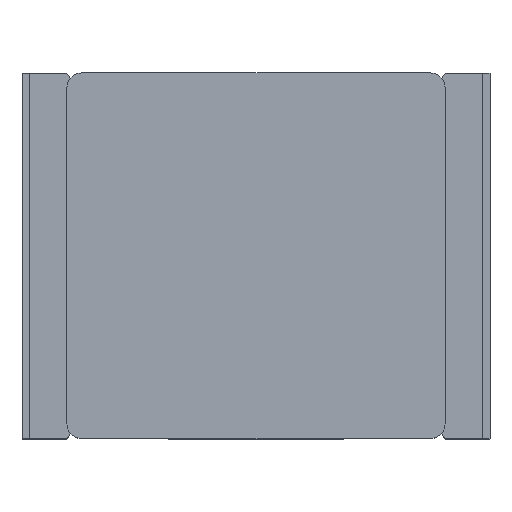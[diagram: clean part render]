
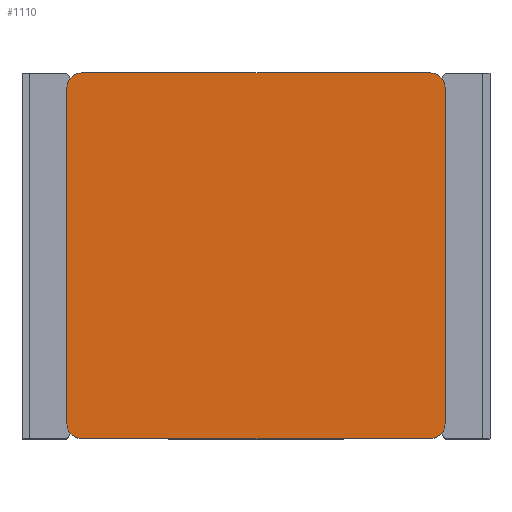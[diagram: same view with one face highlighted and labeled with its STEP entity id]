
A CAD part, top view. The second image highlights one B-rep face of the part: STEP entity #1110.
In plain terms, the highlighted planar face has unit normal (0, 0, 1).
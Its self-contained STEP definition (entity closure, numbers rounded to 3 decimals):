
#839=CARTESIAN_POINT('',(-1.293,1.15,2.3));
#840=VERTEX_POINT('',#839);
#847=CARTESIAN_POINT('',(-1.193,1.25,2.3));
#848=VERTEX_POINT('',#847);
#849=CARTESIAN_POINT('',(-1.193,1.15,2.3));
#850=DIRECTION('',(0.0,0.0,-1.0));
#851=DIRECTION('',(-0.707,0.707,0.0));
#852=AXIS2_PLACEMENT_3D('',#849,#850,#851);
#853=CIRCLE('',#852,0.1);
#854=EDGE_CURVE('',#840,#848,#853,.T.);
#879=CARTESIAN_POINT('',(-1.293,-1.15,2.3));
#880=VERTEX_POINT('',#879);
#887=CARTESIAN_POINT('',(-1.293,-1.15,2.3));
#888=DIRECTION('',(0.0,1.0,0.0));
#889=VECTOR('',#888,2.3);
#890=LINE('',#887,#889);
#891=EDGE_CURVE('',#880,#840,#890,.T.);
#961=CARTESIAN_POINT('',(1.193,1.25,2.3));
#962=VERTEX_POINT('',#961);
#969=CARTESIAN_POINT('',(1.293,1.15,2.3));
#970=VERTEX_POINT('',#969);
#971=CARTESIAN_POINT('',(1.193,1.15,2.3));
#972=DIRECTION('',(0.0,0.0,-1.0));
#973=DIRECTION('',(0.707,0.707,0.0));
#974=AXIS2_PLACEMENT_3D('',#971,#972,#973);
#975=CIRCLE('',#974,0.1);
#976=EDGE_CURVE('',#962,#970,#975,.T.);
#993=CARTESIAN_POINT('',(1.293,-1.15,2.3));
#994=VERTEX_POINT('',#993);
#995=CARTESIAN_POINT('',(1.293,1.15,2.3));
#996=DIRECTION('',(0.0,-1.0,0.0));
#997=VECTOR('',#996,2.3);
#998=LINE('',#995,#997);
#999=EDGE_CURVE('',#970,#994,#998,.T.);
#1018=CARTESIAN_POINT('',(1.193,-1.25,2.3));
#1019=VERTEX_POINT('',#1018);
#1020=CARTESIAN_POINT('',(1.193,-1.15,2.3));
#1021=DIRECTION('',(0.0,0.0,-1.0));
#1022=DIRECTION('',(0.707,-0.707,0.0));
#1023=AXIS2_PLACEMENT_3D('',#1020,#1021,#1022);
#1024=CIRCLE('',#1023,0.1);
#1025=EDGE_CURVE('',#994,#1019,#1024,.T.);
#1042=CARTESIAN_POINT('',(-1.193,-1.25,2.3));
#1043=VERTEX_POINT('',#1042);
#1050=CARTESIAN_POINT('',(-1.193,-1.15,2.3));
#1051=DIRECTION('',(0.0,0.0,-1.0));
#1052=DIRECTION('',(-0.707,-0.707,0.0));
#1053=AXIS2_PLACEMENT_3D('',#1050,#1051,#1052);
#1054=CIRCLE('',#1053,0.1);
#1055=EDGE_CURVE('',#1043,#880,#1054,.T.);
#1067=CARTESIAN_POINT('',(1.193,-1.25,2.3));
#1068=DIRECTION('',(-1.0,0.0,0.0));
#1069=VECTOR('',#1068,2.386);
#1070=LINE('',#1067,#1069);
#1071=EDGE_CURVE('',#1019,#1043,#1070,.T.);
#1084=CARTESIAN_POINT('',(-1.193,1.25,2.3));
#1085=DIRECTION('',(1.0,0.0,0.0));
#1086=VECTOR('',#1085,2.386);
#1087=LINE('',#1084,#1086);
#1088=EDGE_CURVE('',#848,#962,#1087,.T.);
#1095=CARTESIAN_POINT('',(0.,0.,2.3));
#1096=DIRECTION('',(0.0,0.0,1.0));
#1097=DIRECTION('',(0.0,1.0,0.0));
#1098=AXIS2_PLACEMENT_3D('',#1095,#1096,#1097);
#1099=PLANE('',#1098);
#1100=ORIENTED_EDGE('',*,*,#854,.F.);
#1101=ORIENTED_EDGE('',*,*,#891,.F.);
#1102=ORIENTED_EDGE('',*,*,#1055,.F.);
#1103=ORIENTED_EDGE('',*,*,#1071,.F.);
#1104=ORIENTED_EDGE('',*,*,#1025,.F.);
#1105=ORIENTED_EDGE('',*,*,#999,.F.);
#1106=ORIENTED_EDGE('',*,*,#976,.F.);
#1107=ORIENTED_EDGE('',*,*,#1088,.F.);
#1108=EDGE_LOOP('',(#1100,#1101,#1102,#1103,#1104,#1105,#1106,#1107));
#1109=FACE_OUTER_BOUND('',#1108,.T.);
#1110=ADVANCED_FACE('',(#1109),#1099,.T.);
